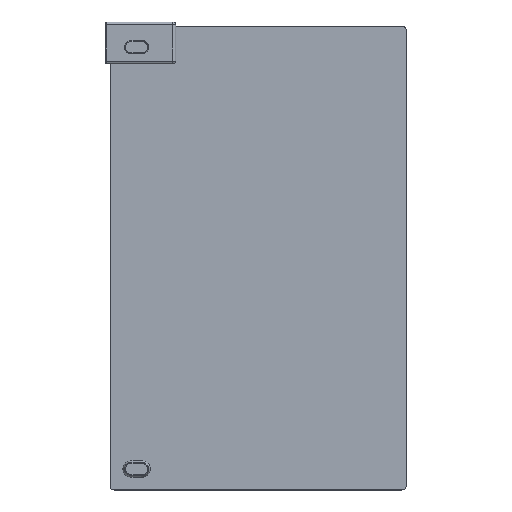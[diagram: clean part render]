
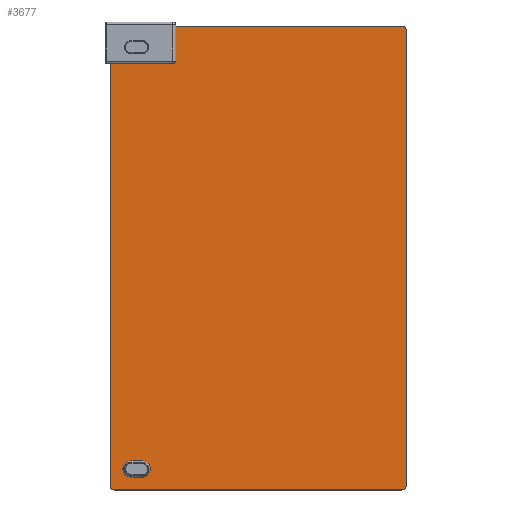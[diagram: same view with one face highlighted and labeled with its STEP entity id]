
A CAD part, top view. The second image highlights one B-rep face of the part: STEP entity #3677.
In plain terms, the highlighted planar face has unit normal (0, 0, 1).
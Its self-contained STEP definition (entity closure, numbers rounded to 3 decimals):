
#222=FACE_BOUND('',#594,.T.);
#223=FACE_BOUND('',#595,.T.);
#224=FACE_BOUND('',#596,.T.);
#225=FACE_BOUND('',#597,.T.);
#262=PLANE('',#3985);
#353=FACE_OUTER_BOUND('',#593,.T.);
#593=EDGE_LOOP('',(#2517,#2518,#2519,#2520,#2521,#2522,#2523,#2524));
#594=EDGE_LOOP('',(#2525));
#595=EDGE_LOOP('',(#2526));
#596=EDGE_LOOP('',(#2527));
#597=EDGE_LOOP('',(#2528));
#874=LINE('',#5516,#1173);
#875=LINE('',#5520,#1174);
#876=LINE('',#5524,#1175);
#877=LINE('',#5527,#1176);
#1173=VECTOR('',#4402,10.);
#1174=VECTOR('',#4405,10.);
#1175=VECTOR('',#4408,10.);
#1176=VECTOR('',#4411,10.);
#1470=CIRCLE('',#3983,3.);
#1472=CIRCLE('',#3986,3.);
#1473=CIRCLE('',#3987,3.);
#1474=CIRCLE('',#3988,3.);
#1475=CIRCLE('',#3989,1.7);
#1476=CIRCLE('',#3990,1.7);
#1477=CIRCLE('',#3991,1.7);
#1478=CIRCLE('',#3992,1.7);
#1637=VERTEX_POINT('',#5506);
#1638=VERTEX_POINT('',#5507);
#1641=VERTEX_POINT('',#5515);
#1642=VERTEX_POINT('',#5517);
#1643=VERTEX_POINT('',#5519);
#1644=VERTEX_POINT('',#5521);
#1645=VERTEX_POINT('',#5523);
#1646=VERTEX_POINT('',#5525);
#1647=VERTEX_POINT('',#5528);
#1648=VERTEX_POINT('',#5530);
#1649=VERTEX_POINT('',#5532);
#1650=VERTEX_POINT('',#5534);
#1965=EDGE_CURVE('',#1637,#1638,#1470,.T.);
#1969=EDGE_CURVE('',#1637,#1641,#874,.T.);
#1970=EDGE_CURVE('',#1642,#1641,#1472,.T.);
#1971=EDGE_CURVE('',#1642,#1643,#875,.T.);
#1972=EDGE_CURVE('',#1644,#1643,#1473,.T.);
#1973=EDGE_CURVE('',#1644,#1645,#876,.T.);
#1974=EDGE_CURVE('',#1646,#1645,#1474,.T.);
#1975=EDGE_CURVE('',#1646,#1638,#877,.T.);
#1976=EDGE_CURVE('',#1647,#1647,#1475,.T.);
#1977=EDGE_CURVE('',#1648,#1648,#1476,.T.);
#1978=EDGE_CURVE('',#1649,#1649,#1477,.T.);
#1979=EDGE_CURVE('',#1650,#1650,#1478,.T.);
#2517=ORIENTED_EDGE('',*,*,#1965,.F.);
#2518=ORIENTED_EDGE('',*,*,#1969,.T.);
#2519=ORIENTED_EDGE('',*,*,#1970,.F.);
#2520=ORIENTED_EDGE('',*,*,#1971,.T.);
#2521=ORIENTED_EDGE('',*,*,#1972,.F.);
#2522=ORIENTED_EDGE('',*,*,#1973,.T.);
#2523=ORIENTED_EDGE('',*,*,#1974,.F.);
#2524=ORIENTED_EDGE('',*,*,#1975,.T.);
#2525=ORIENTED_EDGE('',*,*,#1976,.T.);
#2526=ORIENTED_EDGE('',*,*,#1977,.T.);
#2527=ORIENTED_EDGE('',*,*,#1978,.T.);
#2528=ORIENTED_EDGE('',*,*,#1979,.T.);
#3677=ADVANCED_FACE('',(#353,#222,#223,#224,#225),#262,.T.);
#3983=AXIS2_PLACEMENT_3D('',#5508,#4394,#4395);
#3985=AXIS2_PLACEMENT_3D('',#5514,#4400,#4401);
#3986=AXIS2_PLACEMENT_3D('',#5518,#4403,#4404);
#3987=AXIS2_PLACEMENT_3D('',#5522,#4406,#4407);
#3988=AXIS2_PLACEMENT_3D('',#5526,#4409,#4410);
#3989=AXIS2_PLACEMENT_3D('',#5529,#4412,#4413);
#3990=AXIS2_PLACEMENT_3D('',#5531,#4414,#4415);
#3991=AXIS2_PLACEMENT_3D('',#5533,#4416,#4417);
#3992=AXIS2_PLACEMENT_3D('',#5535,#4418,#4419);
#4394=DIRECTION('center_axis',(0.,0.,-1.));
#4395=DIRECTION('ref_axis',(0.707,0.707,0.));
#4400=DIRECTION('center_axis',(0.,0.,1.));
#4401=DIRECTION('ref_axis',(1.,0.,0.));
#4402=DIRECTION('',(-1.,0.,0.));
#4403=DIRECTION('center_axis',(0.,0.,-1.));
#4404=DIRECTION('ref_axis',(-0.707,0.707,0.));
#4405=DIRECTION('',(0.,-1.,0.));
#4406=DIRECTION('center_axis',(0.,0.,-1.));
#4407=DIRECTION('ref_axis',(-0.707,-0.707,0.));
#4408=DIRECTION('',(1.,0.,0.));
#4409=DIRECTION('center_axis',(0.,0.,-1.));
#4410=DIRECTION('ref_axis',(0.707,-0.707,0.));
#4411=DIRECTION('',(0.,1.,0.));
#4412=DIRECTION('center_axis',(0.,0.,-1.));
#4413=DIRECTION('ref_axis',(1.,0.,0.));
#4414=DIRECTION('center_axis',(0.,0.,-1.));
#4415=DIRECTION('ref_axis',(1.,0.,0.));
#4416=DIRECTION('center_axis',(0.,0.,-1.));
#4417=DIRECTION('ref_axis',(1.,0.,0.));
#4418=DIRECTION('center_axis',(0.,0.,-1.));
#4419=DIRECTION('ref_axis',(1.,0.,0.));
#5506=CARTESIAN_POINT('',(103.,166.,3.));
#5507=CARTESIAN_POINT('',(106.,163.,3.));
#5508=CARTESIAN_POINT('Origin',(103.,163.,3.));
#5514=CARTESIAN_POINT('Origin',(0.,0.,3.));
#5515=CARTESIAN_POINT('',(-103.,166.,3.));
#5516=CARTESIAN_POINT('',(-106.,166.,3.));
#5517=CARTESIAN_POINT('',(-106.,163.,3.));
#5518=CARTESIAN_POINT('Origin',(-103.,163.,3.));
#5519=CARTESIAN_POINT('',(-106.,-163.,3.));
#5520=CARTESIAN_POINT('',(-106.,-166.,3.));
#5521=CARTESIAN_POINT('',(-103.,-166.,3.));
#5522=CARTESIAN_POINT('Origin',(-103.,-163.,3.));
#5523=CARTESIAN_POINT('',(103.,-166.,3.));
#5524=CARTESIAN_POINT('',(106.,-166.,3.));
#5525=CARTESIAN_POINT('',(106.,-163.,3.));
#5526=CARTESIAN_POINT('Origin',(103.,-163.,3.));
#5527=CARTESIAN_POINT('',(106.,166.,3.));
#5528=CARTESIAN_POINT('',(-84.7,151.,3.));
#5529=CARTESIAN_POINT('Origin',(-83.,151.,3.));
#5530=CARTESIAN_POINT('',(-92.7,151.,3.));
#5531=CARTESIAN_POINT('Origin',(-91.,151.,3.));
#5532=CARTESIAN_POINT('',(-84.7,-151.,3.));
#5533=CARTESIAN_POINT('Origin',(-83.,-151.,3.));
#5534=CARTESIAN_POINT('',(-92.7,-151.,3.));
#5535=CARTESIAN_POINT('Origin',(-91.,-151.,3.));
